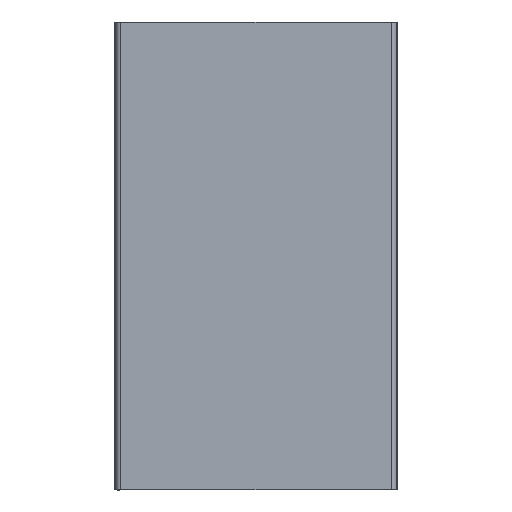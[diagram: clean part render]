
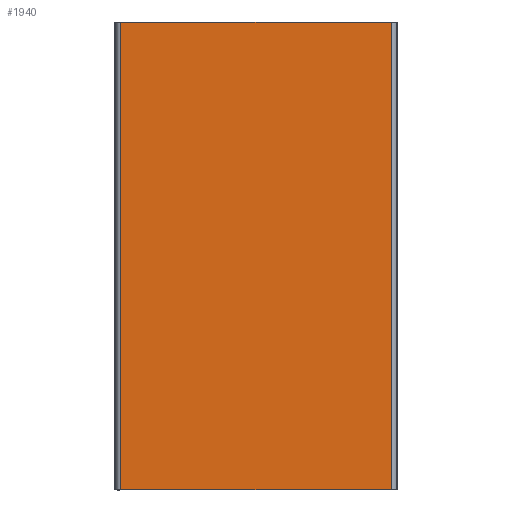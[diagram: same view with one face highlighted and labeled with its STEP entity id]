
A CAD part, front view. The second image highlights one B-rep face of the part: STEP entity #1940.
In plain terms, the highlighted planar face has unit normal (0, -1, 0).
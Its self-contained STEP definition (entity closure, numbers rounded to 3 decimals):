
#169 = CARTESIAN_POINT ( 'NONE',  ( -338.004, -170.715, 0. ) ) ;
#241 = DIRECTION ( 'NONE',  ( 1., 0., 0. ) ) ;
#303 = EDGE_CURVE ( 'NONE', #1127, #1386, #2527, .T. ) ;
#411 = EDGE_CURVE ( 'NONE', #2272, #1127, #654, .T. ) ;
#489 = ORIENTED_EDGE ( 'NONE', *, *, #1935, .T. ) ;
#549 = VECTOR ( 'NONE', #241, 1000. ) ;
#654 = LINE ( 'NONE', #169, #549 ) ;
#937 = CARTESIAN_POINT ( 'NONE',  ( -237.004, -170.715, 0. ) ) ;
#1054 = VERTEX_POINT ( 'NONE', #1959 ) ;
#1127 = VERTEX_POINT ( 'NONE', #2954 ) ;
#1218 = CARTESIAN_POINT ( 'NONE',  ( -338.004, -170.715, 350. ) ) ;
#1235 = DIRECTION ( 'NONE',  ( 0., -1., 0. ) ) ;
#1314 = ORIENTED_EDGE ( 'NONE', *, *, #411, .T. ) ;
#1386 = VERTEX_POINT ( 'NONE', #3737 ) ;
#1520 = DIRECTION ( 'NONE',  ( -1., 0., 0. ) ) ;
#1524 = CARTESIAN_POINT ( 'NONE',  ( -439.004, -170.715, 0. ) ) ;
#1856 = PLANE ( 'NONE',  #2023 ) ;
#1935 = EDGE_CURVE ( 'NONE', #1386, #1054, #3322, .T. ) ;
#1940 = ADVANCED_FACE ( 'NONE', ( #3369 ), #1856, .T. ) ;
#1959 = CARTESIAN_POINT ( 'NONE',  ( -439.004, -170.715, 350. ) ) ;
#1991 = ORIENTED_EDGE ( 'NONE', *, *, #303, .T. ) ;
#2001 = LINE ( 'NONE', #1524, #3558 ) ;
#2023 = AXIS2_PLACEMENT_3D ( 'NONE', #3099, #1235, #3420 ) ;
#2272 = VERTEX_POINT ( 'NONE', #2585 ) ;
#2438 = VECTOR ( 'NONE', #3119, 1000. ) ;
#2527 = LINE ( 'NONE', #937, #2438 ) ;
#2585 = CARTESIAN_POINT ( 'NONE',  ( -439.004, -170.715, 0. ) ) ;
#2636 = EDGE_CURVE ( 'NONE', #1054, #2272, #2001, .T. ) ;
#2954 = CARTESIAN_POINT ( 'NONE',  ( -237.004, -170.715, 0. ) ) ;
#3080 = DIRECTION ( 'NONE',  ( 0., 0., -1. ) ) ;
#3099 = CARTESIAN_POINT ( 'NONE',  ( -338.004, -170.715, 0. ) ) ;
#3119 = DIRECTION ( 'NONE',  ( 0., 0., 1. ) ) ;
#3274 = ORIENTED_EDGE ( 'NONE', *, *, #2636, .T. ) ;
#3282 = VECTOR ( 'NONE', #1520, 1000. ) ;
#3322 = LINE ( 'NONE', #1218, #3282 ) ;
#3369 = FACE_OUTER_BOUND ( 'NONE', #3526, .T. ) ;
#3420 = DIRECTION ( 'NONE',  ( 0., 0., -1. ) ) ;
#3526 = EDGE_LOOP ( 'NONE', ( #489, #3274, #1314, #1991 ) ) ;
#3558 = VECTOR ( 'NONE', #3080, 1000. ) ;
#3737 = CARTESIAN_POINT ( 'NONE',  ( -237.004, -170.715, 350. ) ) ;
